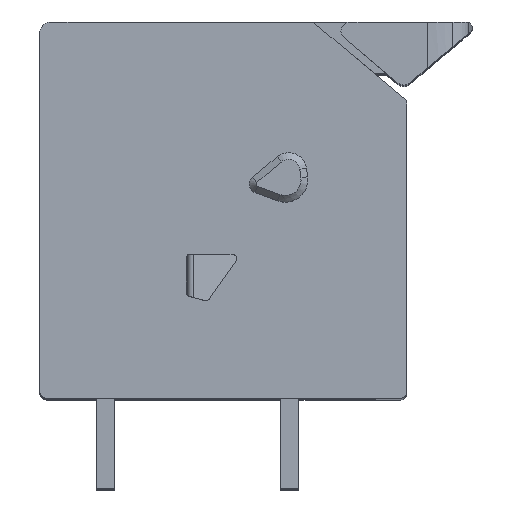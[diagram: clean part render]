
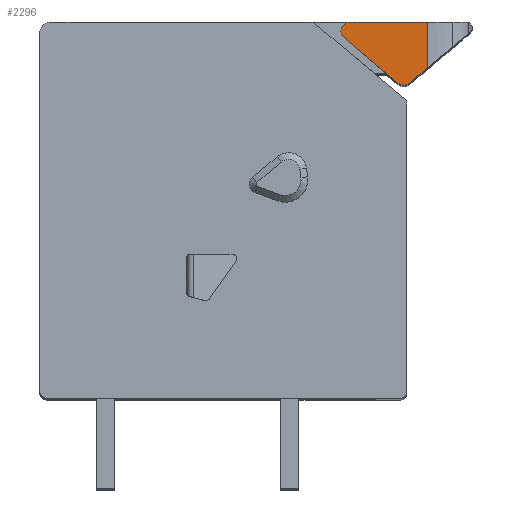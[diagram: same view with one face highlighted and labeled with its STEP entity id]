
A CAD part, top view. The second image highlights one B-rep face of the part: STEP entity #2296.
In plain terms, the highlighted planar face has unit normal (0, 0, 1).
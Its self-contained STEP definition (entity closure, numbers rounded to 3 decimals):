
#2296 = ADVANCED_FACE( '', ( #4678 ), #4679, .T. );
#4678 = FACE_OUTER_BOUND( '', #7123, .T. );
#4679 = PLANE( '', #7124 );
#7123 = EDGE_LOOP( '', ( #14288, #14289, #14290, #14291, #14292, #14293 ) );
#7124 = AXIS2_PLACEMENT_3D( '', #14294, #14295, #14296 );
#14288 = ORIENTED_EDGE( '', *, *, #15404, .F. );
#14289 = ORIENTED_EDGE( '', *, *, #17848, .T. );
#14290 = ORIENTED_EDGE( '', *, *, #15534, .T. );
#14291 = ORIENTED_EDGE( '', *, *, #17101, .T. );
#14292 = ORIENTED_EDGE( '', *, *, #15828, .T. );
#14293 = ORIENTED_EDGE( '', *, *, #15073, .T. );
#14294 = CARTESIAN_POINT( '', ( 2.671, 16.3, 41.65 ) );
#14295 = DIRECTION( '', ( 0., 0., 1. ) );
#14296 = DIRECTION( '', ( 1., 0., 0. ) );
#15073 = EDGE_CURVE( '', #18183, #18180, #18184, .T. );
#15404 = EDGE_CURVE( '', #18774, #18180, #18776, .T. );
#15534 = EDGE_CURVE( '', #18998, #18996, #18999, .T. );
#15828 = EDGE_CURVE( '', #19486, #18183, #19490, .T. );
#17101 = EDGE_CURVE( '', #18996, #19486, #21388, .T. );
#17848 = EDGE_CURVE( '', #18774, #18998, #22258, .T. );
#18180 = VERTEX_POINT( '', #22687 );
#18183 = VERTEX_POINT( '', #22690 );
#18184 = LINE( '', #22691, #22692 );
#18774 = VERTEX_POINT( '', #23620 );
#18776 = LINE( '', #23622, #23623 );
#18996 = VERTEX_POINT( '', #23928 );
#18998 = VERTEX_POINT( '', #23931 );
#18999 = CIRCLE( '', #23932, 0.4 );
#19486 = VERTEX_POINT( '', #24611 );
#19490 = CIRCLE( '', #24616, 0.4 );
#21388 = LINE( '', #27329, #27330 );
#22258 = LINE( '', #28575, #28576 );
#22687 = CARTESIAN_POINT( '', ( 6.1, 14.655, 41.65 ) );
#22690 = CARTESIAN_POINT( '', ( 5.311, 13.994, 41.65 ) );
#22691 = CARTESIAN_POINT( '', ( 5.311, 13.994, 41.65 ) );
#22692 = VECTOR( '', #28844, 1000. );
#23620 = CARTESIAN_POINT( '', ( 6.1, 16.7, 41.65 ) );
#23622 = CARTESIAN_POINT( '', ( 6.1, 16.3, 41.65 ) );
#23623 = VECTOR( '', #29276, 1000. );
#23928 = CARTESIAN_POINT( '', ( 2.414, 15.994, 41.65 ) );
#23931 = CARTESIAN_POINT( '', ( 2.671, 16.7, 41.65 ) );
#23932 = AXIS2_PLACEMENT_3D( '', #29462, #29463, #29464 );
#24611 = CARTESIAN_POINT( '', ( 4.797, 13.994, 41.65 ) );
#24616 = AXIS2_PLACEMENT_3D( '', #29816, #29817, #29818 );
#27329 = CARTESIAN_POINT( '', ( 2.414, 15.994, 41.65 ) );
#27330 = VECTOR( '', #31407, 1000. );
#28575 = CARTESIAN_POINT( '', ( 7.85, 16.7, 41.65 ) );
#28576 = VECTOR( '', #32081, 1000. );
#28844 = DIRECTION( '', ( 0.766, 0.643, 0. ) );
#29276 = DIRECTION( '', ( 0., -1., 0. ) );
#29462 = CARTESIAN_POINT( '', ( 2.671, 16.3, 41.65 ) );
#29463 = DIRECTION( '', ( 0., 0., 1. ) );
#29464 = DIRECTION( '', ( 1., 0., 0. ) );
#29816 = CARTESIAN_POINT( '', ( 5.054, 14.3, 41.65 ) );
#29817 = DIRECTION( '', ( 0., 0., 1. ) );
#29818 = DIRECTION( '', ( 1., 0., 0. ) );
#31407 = DIRECTION( '', ( 0.766, -0.643, 0. ) );
#32081 = DIRECTION( '', ( -1., 0., 0. ) );
